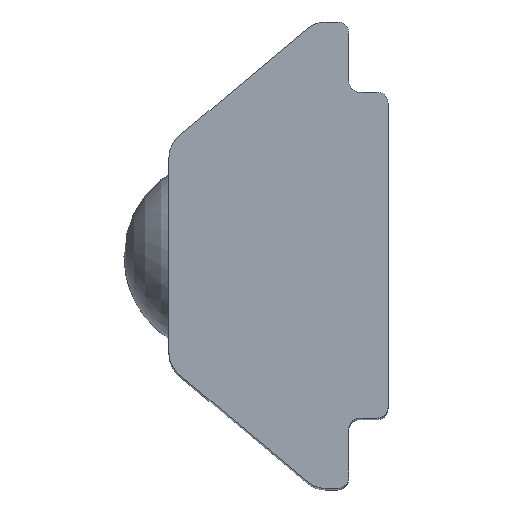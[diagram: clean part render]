
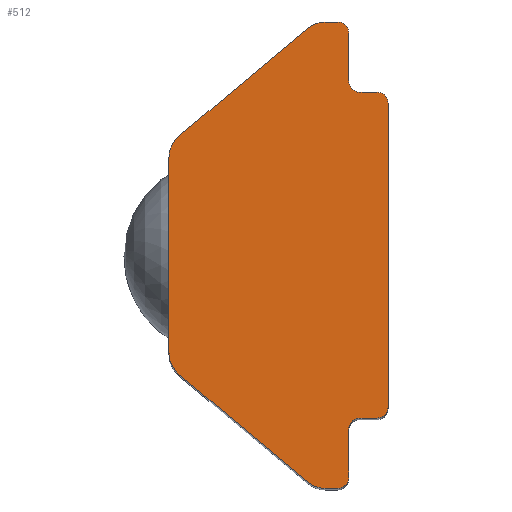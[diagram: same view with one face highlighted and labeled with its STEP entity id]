
A CAD part, top view. The second image highlights one B-rep face of the part: STEP entity #512.
In plain terms, the highlighted planar face has unit normal (0, 0, 1).
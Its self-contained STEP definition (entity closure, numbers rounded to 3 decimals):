
#38=LINE('',#748,#80);
#47=LINE('',#787,#89);
#51=LINE('',#799,#93);
#55=LINE('',#811,#97);
#59=LINE('',#823,#101);
#63=LINE('',#837,#105);
#67=LINE('',#849,#109);
#71=LINE('',#861,#113);
#75=LINE('',#873,#117);
#78=LINE('',#882,#120);
#80=VECTOR('',#594,1000.);
#89=VECTOR('',#623,1000.);
#93=VECTOR('',#635,1000.);
#97=VECTOR('',#647,1000.);
#101=VECTOR('',#659,1000.);
#105=VECTOR('',#673,1000.);
#109=VECTOR('',#685,1000.);
#113=VECTOR('',#697,1000.);
#117=VECTOR('',#709,1000.);
#120=VECTOR('',#720,1000.);
#211=ORIENTED_EDGE('',*,*,#265,.T.);
#212=ORIENTED_EDGE('',*,*,#272,.T.);
#213=ORIENTED_EDGE('',*,*,#282,.T.);
#214=ORIENTED_EDGE('',*,*,#285,.T.);
#215=ORIENTED_EDGE('',*,*,#288,.T.);
#216=ORIENTED_EDGE('',*,*,#291,.T.);
#217=ORIENTED_EDGE('',*,*,#294,.T.);
#218=ORIENTED_EDGE('',*,*,#297,.F.);
#219=ORIENTED_EDGE('',*,*,#300,.T.);
#220=ORIENTED_EDGE('',*,*,#303,.T.);
#221=ORIENTED_EDGE('',*,*,#307,.T.);
#222=ORIENTED_EDGE('',*,*,#310,.T.);
#223=ORIENTED_EDGE('',*,*,#313,.T.);
#224=ORIENTED_EDGE('',*,*,#316,.F.);
#225=ORIENTED_EDGE('',*,*,#319,.T.);
#226=ORIENTED_EDGE('',*,*,#322,.T.);
#227=ORIENTED_EDGE('',*,*,#325,.T.);
#228=ORIENTED_EDGE('',*,*,#328,.T.);
#229=ORIENTED_EDGE('',*,*,#330,.T.);
#230=ORIENTED_EDGE('',*,*,#274,.T.);
#265=EDGE_CURVE('',#337,#336,#38,.T.);
#272=EDGE_CURVE('',#336,#342,#386,.T.);
#274=EDGE_CURVE('',#344,#337,#387,.T.);
#282=EDGE_CURVE('',#342,#348,#47,.T.);
#285=EDGE_CURVE('',#348,#350,#391,.T.);
#288=EDGE_CURVE('',#350,#352,#51,.T.);
#291=EDGE_CURVE('',#352,#354,#393,.T.);
#294=EDGE_CURVE('',#354,#356,#55,.T.);
#297=EDGE_CURVE('',#358,#356,#395,.T.);
#300=EDGE_CURVE('',#358,#360,#59,.T.);
#303=EDGE_CURVE('',#360,#362,#397,.T.);
#307=EDGE_CURVE('',#362,#365,#63,.T.);
#310=EDGE_CURVE('',#365,#367,#400,.T.);
#313=EDGE_CURVE('',#367,#369,#67,.T.);
#316=EDGE_CURVE('',#371,#369,#402,.T.);
#319=EDGE_CURVE('',#371,#373,#71,.T.);
#322=EDGE_CURVE('',#373,#375,#404,.T.);
#325=EDGE_CURVE('',#375,#377,#75,.T.);
#328=EDGE_CURVE('',#377,#379,#406,.T.);
#330=EDGE_CURVE('',#379,#344,#78,.T.);
#336=VERTEX_POINT('',#747);
#337=VERTEX_POINT('',#749);
#342=VERTEX_POINT('',#764);
#344=VERTEX_POINT('',#773);
#348=VERTEX_POINT('',#786);
#350=VERTEX_POINT('',#792);
#352=VERTEX_POINT('',#798);
#354=VERTEX_POINT('',#804);
#356=VERTEX_POINT('',#810);
#358=VERTEX_POINT('',#816);
#360=VERTEX_POINT('',#822);
#362=VERTEX_POINT('',#828);
#365=VERTEX_POINT('',#836);
#367=VERTEX_POINT('',#842);
#369=VERTEX_POINT('',#848);
#371=VERTEX_POINT('',#854);
#373=VERTEX_POINT('',#860);
#375=VERTEX_POINT('',#866);
#377=VERTEX_POINT('',#872);
#379=VERTEX_POINT('',#878);
#386=CIRCLE('',#537,0.5);
#387=CIRCLE('',#539,0.5);
#391=CIRCLE('',#546,0.5);
#393=CIRCLE('',#550,0.2);
#395=CIRCLE('',#554,0.2);
#397=CIRCLE('',#558,0.2);
#400=CIRCLE('',#563,0.2);
#402=CIRCLE('',#567,0.2);
#404=CIRCLE('',#571,0.2);
#406=CIRCLE('',#575,0.5);
#433=EDGE_LOOP('',(#211,#212,#213,#214,#215,#216,#217,#218,#219,#220,#221,
#222,#223,#224,#225,#226,#227,#228,#229,#230));
#467=FACE_BOUND('',#433,.T.);
#489=PLANE('',#577);
#512=ADVANCED_FACE('',(#467),#489,.T.);
#537=AXIS2_PLACEMENT_3D('',#765,#604,#605);
#539=AXIS2_PLACEMENT_3D('',#772,#608,#609);
#546=AXIS2_PLACEMENT_3D('',#793,#629,#630);
#550=AXIS2_PLACEMENT_3D('',#805,#641,#642);
#554=AXIS2_PLACEMENT_3D('',#817,#653,#654);
#558=AXIS2_PLACEMENT_3D('',#829,#665,#666);
#563=AXIS2_PLACEMENT_3D('',#843,#679,#680);
#567=AXIS2_PLACEMENT_3D('',#855,#691,#692);
#571=AXIS2_PLACEMENT_3D('',#867,#703,#704);
#575=AXIS2_PLACEMENT_3D('',#879,#715,#716);
#577=AXIS2_PLACEMENT_3D('',#883,#721,#722);
#594=DIRECTION('',(0.,-1.,0.));
#604=DIRECTION('',(0.,0.,1.));
#605=DIRECTION('',(1.,0.,0.));
#608=DIRECTION('',(0.,0.,1.));
#609=DIRECTION('',(1.,0.,0.));
#623=DIRECTION('',(0.766,-0.643,0.));
#629=DIRECTION('',(0.,0.,1.));
#630=DIRECTION('',(1.,0.,0.));
#635=DIRECTION('',(1.,0.,0.));
#641=DIRECTION('',(0.,0.,1.));
#642=DIRECTION('',(1.,0.,0.));
#647=DIRECTION('',(0.,1.,0.));
#653=DIRECTION('',(0.,0.,1.));
#654=DIRECTION('',(1.,0.,0.));
#659=DIRECTION('',(1.,0.,0.));
#665=DIRECTION('',(0.,0.,1.));
#666=DIRECTION('',(1.,0.,0.));
#673=DIRECTION('',(0.,1.,0.));
#679=DIRECTION('',(0.,0.,1.));
#680=DIRECTION('',(1.,0.,0.));
#685=DIRECTION('',(-1.,0.,0.));
#691=DIRECTION('',(0.,0.,1.));
#692=DIRECTION('',(1.,0.,0.));
#697=DIRECTION('',(0.,1.,0.));
#703=DIRECTION('',(0.,0.,1.));
#704=DIRECTION('',(1.,0.,0.));
#709=DIRECTION('',(-1.,0.,0.));
#715=DIRECTION('',(0.,0.,1.));
#716=DIRECTION('',(1.,0.,0.));
#720=DIRECTION('',(-0.766,-0.643,0.));
#721=DIRECTION('',(0.,0.,1.));
#722=DIRECTION('',(1.,0.,0.));
#747=CARTESIAN_POINT('',(0.,-1.735,8.5));
#748=CARTESIAN_POINT('',(0.,1.735,8.5));
#749=CARTESIAN_POINT('',(0.,1.735,8.5));
#764=CARTESIAN_POINT('',(0.179,-2.118,8.5));
#765=CARTESIAN_POINT('',(0.5,-1.735,8.5));
#772=CARTESIAN_POINT('',(0.5,1.735,8.5));
#773=CARTESIAN_POINT('',(0.179,2.118,8.5));
#786=CARTESIAN_POINT('',(2.461,-4.033,8.5));
#787=CARTESIAN_POINT('',(0.179,-2.118,8.5));
#792=CARTESIAN_POINT('',(2.782,-4.15,8.5));
#793=CARTESIAN_POINT('',(2.782,-3.65,8.5));
#798=CARTESIAN_POINT('',(3.,-4.15,8.5));
#799=CARTESIAN_POINT('',(2.782,-4.15,8.5));
#804=CARTESIAN_POINT('',(3.2,-3.95,8.5));
#805=CARTESIAN_POINT('',(3.,-3.95,8.5));
#810=CARTESIAN_POINT('',(3.2,-3.1,8.5));
#811=CARTESIAN_POINT('',(3.2,-3.95,8.5));
#816=CARTESIAN_POINT('',(3.4,-2.9,8.5));
#817=CARTESIAN_POINT('',(3.4,-3.1,8.5));
#822=CARTESIAN_POINT('',(3.7,-2.9,8.5));
#823=CARTESIAN_POINT('',(3.4,-2.9,8.5));
#828=CARTESIAN_POINT('',(3.9,-2.7,8.5));
#829=CARTESIAN_POINT('',(3.7,-2.7,8.5));
#836=CARTESIAN_POINT('',(3.9,2.7,8.5));
#837=CARTESIAN_POINT('',(3.9,-2.7,8.5));
#842=CARTESIAN_POINT('',(3.7,2.9,8.5));
#843=CARTESIAN_POINT('',(3.7,2.7,8.5));
#848=CARTESIAN_POINT('',(3.4,2.9,8.5));
#849=CARTESIAN_POINT('',(3.7,2.9,8.5));
#854=CARTESIAN_POINT('',(3.2,3.1,8.5));
#855=CARTESIAN_POINT('',(3.4,3.1,8.5));
#860=CARTESIAN_POINT('',(3.2,3.95,8.5));
#861=CARTESIAN_POINT('',(3.2,3.1,8.5));
#866=CARTESIAN_POINT('',(3.,4.15,8.5));
#867=CARTESIAN_POINT('',(3.,3.95,8.5));
#872=CARTESIAN_POINT('',(2.782,4.15,8.5));
#873=CARTESIAN_POINT('',(3.,4.15,8.5));
#878=CARTESIAN_POINT('',(2.461,4.033,8.5));
#879=CARTESIAN_POINT('',(2.782,3.65,8.5));
#882=CARTESIAN_POINT('',(2.461,4.033,8.5));
#883=CARTESIAN_POINT('',(0.5,-1.735,8.5));
